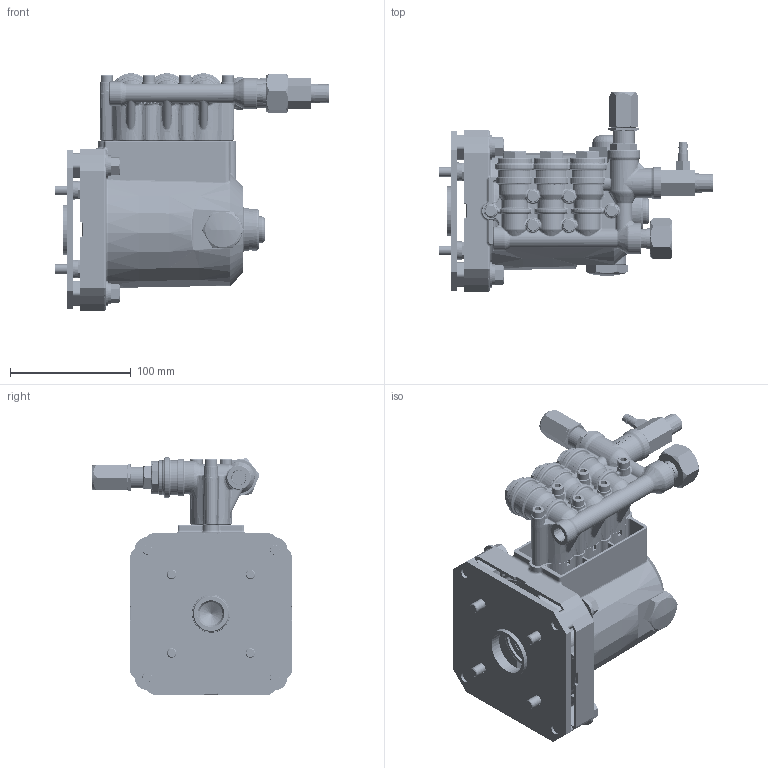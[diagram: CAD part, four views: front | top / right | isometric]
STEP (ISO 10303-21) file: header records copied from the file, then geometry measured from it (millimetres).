
FILE_DESCRIPTION (( 'STEP AP203' ), '1' );
FILE_NAME ('4DX29GUIF.STEP', '2018-09-27T15:06:53', ( '' ), ( '' ), 'SwSTEP 2.0', 'SolidWorks 2018', '' );
FILE_SCHEMA (( 'CONFIG_CONTROL_DESIGN' ));
Products named in the file (1): 4DX29GUIF
Bounding box: 227.27 x 165.47 x 196.25 mm (x, y, z)
Volume: 745340.2 mm3; surface area: 408663.4 mm2
Topology: 59 solids, 59 shells, 5609 faces, 13381 edges, 7747 vertices
Faces by surface type: cylinder 1615, bspline 1205, plane 1125, torus 783, cone 556, sphere 325
Entity records: 198193 total; most frequent: CARTESIAN_POINT 77834, ORIENTED_EDGE 26080, DIRECTION 24332, EDGE_CURVE 13040, AXIS2_PLACEMENT_3D 10104, VERTEX_POINT 7693, EDGE_LOOP 5887, CIRCLE 5699
